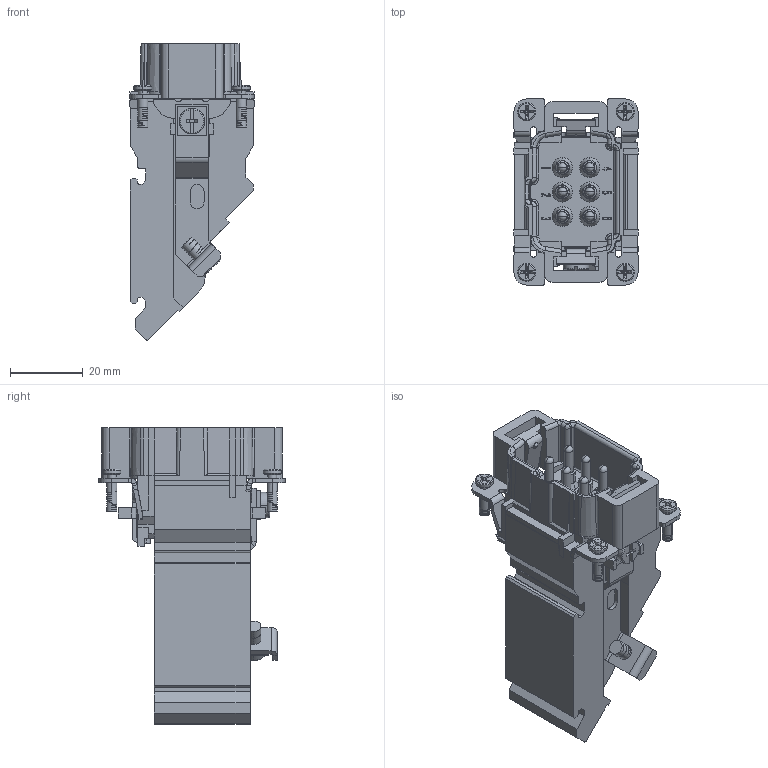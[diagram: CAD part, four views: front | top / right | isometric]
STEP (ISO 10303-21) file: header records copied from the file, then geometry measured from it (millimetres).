
FILE_DESCRIPTION((''),'2;1');
FILE_NAME('10-B','2017-09-08T',('tl.yang'),(''),'PRO/ENGINEER BY PARAMETRIC TECHNOLOGY CORPORATION, 2011500','PRO/ENGINEER BY PARAMETRIC TECHNOLOGY CORPORATION, 2011500','');
FILE_SCHEMA(('CONFIG_CONTROL_DESIGN'));
Length unit declared in the file: millimetre
Products named in the file (1): 10-B
Bounding box: 34 x 51 x 81.22 mm (x, y, z)
Volume: 48756.9 mm3; surface area: 19869 mm2
Topology: 1 solids, 2 shells, 1348 faces, 4118 edges, 2790 vertices
Faces by surface type: plane 956, cylinder 250, cone 60, bspline 50, sphere 24, torus 8
Entity records: 49388 total; most frequent: CARTESIAN_POINT 12771, ORIENTED_EDGE 8196, DIRECTION 6859, EDGE_CURVE 4098, VECTOR 3153, LINE 3153, VERTEX_POINT 2790, AXIS2_PLACEMENT_3D 1853
